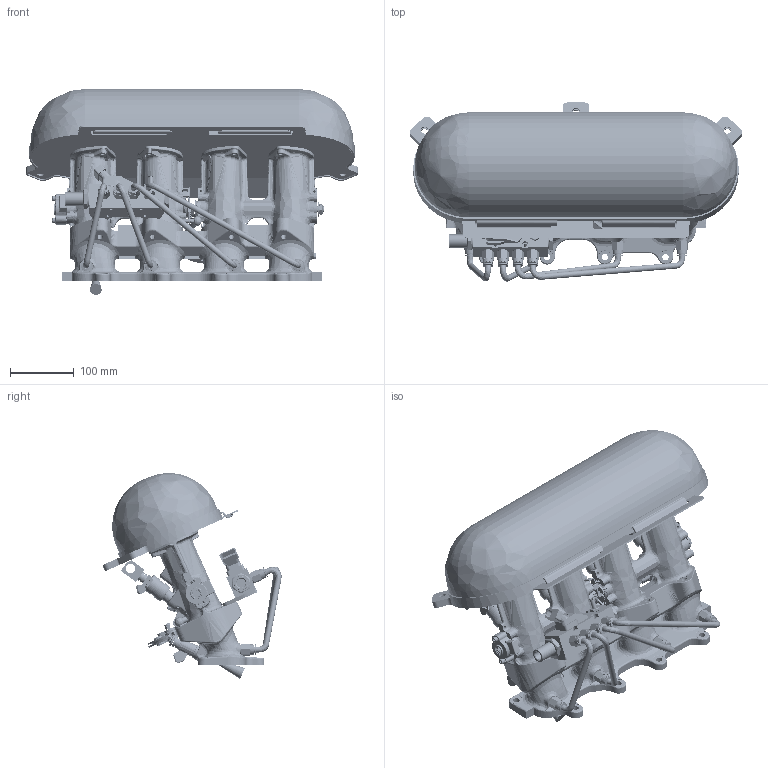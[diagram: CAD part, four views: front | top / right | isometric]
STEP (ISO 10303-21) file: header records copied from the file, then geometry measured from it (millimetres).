
FILE_DESCRIPTION(('FreeCAD Model'),'2;1');
FILE_NAME('Open CASCADE Shape Model','2025-05-04T08:19:49',('FreeCAD'),( 'FreeCAD'),'Open CASCADE STEP processor 7.6','FreeCAD','Unknown');
FILE_SCHEMA(('AUTOMOTIVE_DESIGN { 1 0 10303 214 1 1 1 1 }'));
Products named in the file (1): Open CASCADE STEP translator 7.6 1
Bounding box: 521.67 x 281.59 x 323.19 mm (x, y, z)
Surface area: 962918.3 mm2 (no closed solid volume)
Topology: 0 solids, 173 shells, 3443 faces, 10901 edges, 7176 vertices
Faces by surface type: bspline 3443
Entity records: 194440 total; most frequent: CARTESIAN_POINT 140117, ORIENTED_EDGE 17790, EDGE_CURVE 10831, VERTEX_POINT 7176, B_SPLINE_CURVE_WITH_KNOTS 6272, FACE_BOUND 3780, EDGE_LOOP 3780, ADVANCED_FACE 3443
